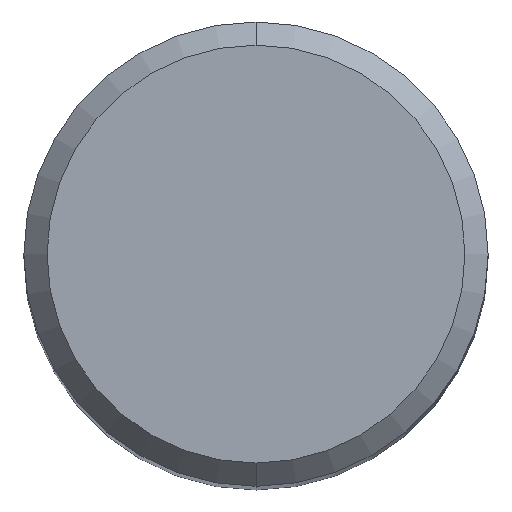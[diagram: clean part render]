
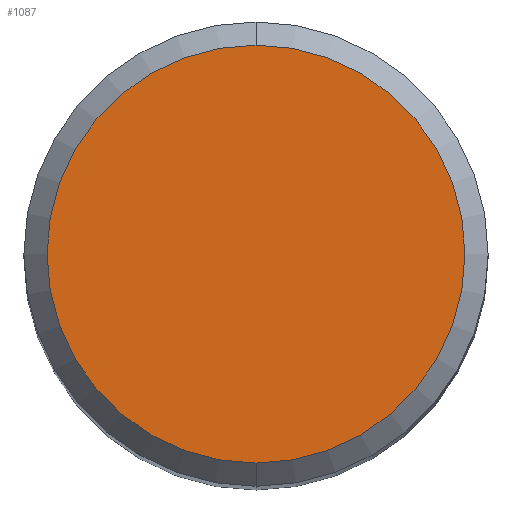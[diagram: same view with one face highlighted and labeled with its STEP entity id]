
A CAD part, top view. The second image highlights one B-rep face of the part: STEP entity #1087.
In plain terms, the highlighted planar face has unit normal (0, 0, 1).
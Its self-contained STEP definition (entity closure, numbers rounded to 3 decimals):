
#939=VERTEX_POINT('',#2018);
#957=EDGE_CURVE('',#939,#1231,#2037,.T.);
#1087=ADVANCED_FACE('',(#2175),#2176,.T.);
#1231=VERTEX_POINT('',#2332);
#1335=EDGE_CURVE('',#1231,#939,#2448,.T.);
#2018=CARTESIAN_POINT('',(0.0,4.5,0.0));
#2037=CIRCLE('',#4858,4.5);
#2175=FACE_OUTER_BOUND('',#5869,.T.);
#2176=PLANE('',#5870);
#2332=CARTESIAN_POINT('',(0.,-4.5,0.0));
#2448=CIRCLE('',#7790,4.5);
#4858=AXIS2_PLACEMENT_3D('',#8975,#8976,#8977);
#5869=EDGE_LOOP('',(#9054,#9055));
#5870=AXIS2_PLACEMENT_3D('',#9056,#9057,#9058);
#7790=AXIS2_PLACEMENT_3D('',#9374,#9375,#9376);
#8975=CARTESIAN_POINT('',(0.0,0.0,0.0));
#8976=DIRECTION('',(0.0,0.0,-1.0));
#8977=DIRECTION('',(0.0,1.0,0.0));
#9054=ORIENTED_EDGE('',*,*,#957,.F.);
#9055=ORIENTED_EDGE('',*,*,#1335,.F.);
#9056=CARTESIAN_POINT('',(0.0,2.25,0.0));
#9057=DIRECTION('',(-0.0,0.0,1.0));
#9058=DIRECTION('',(0.0,-1.0,0.0));
#9374=CARTESIAN_POINT('',(0.0,0.0,0.0));
#9375=DIRECTION('',(0.0,0.0,-1.0));
#9376=DIRECTION('',(0.0,1.0,0.0));
